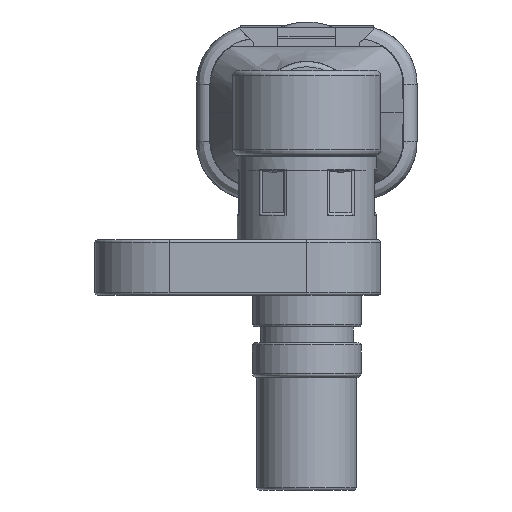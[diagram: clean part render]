
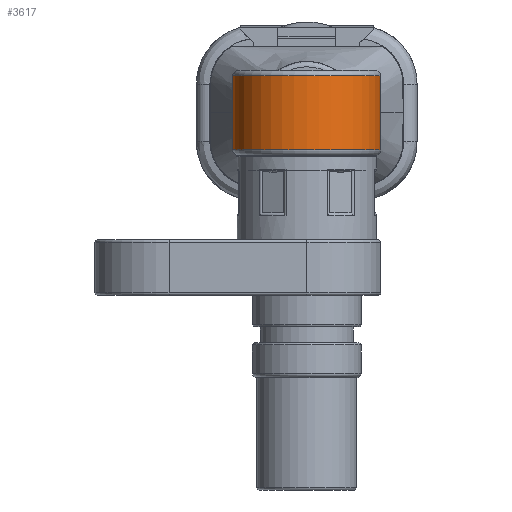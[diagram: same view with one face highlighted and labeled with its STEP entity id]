
A CAD part, front view. The second image highlights one B-rep face of the part: STEP entity #3617.
In plain terms, the highlighted cylindrical face has radius 7 mm (diameter 14 mm), a partial arc.
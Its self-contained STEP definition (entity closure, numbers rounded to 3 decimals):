
#2525=LINE('',#13597,#2978);
#2526=LINE('',#13599,#2979);
#2978=VECTOR('',#8459,1.);
#2979=VECTOR('',#8462,1.);
#3051=CYLINDRICAL_SURFACE('',#7468,7.);
#3330=FACE_OUTER_BOUND('',#4194,.T.);
#3617=ADVANCED_FACE('',(#3330),#3051,.T.);
#4194=EDGE_LOOP('',(#5505,#5506,#5507,#5508));
#5505=ORIENTED_EDGE('',*,*,#6949,.F.);
#5506=ORIENTED_EDGE('',*,*,#6936,.T.);
#5507=ORIENTED_EDGE('',*,*,#6932,.T.);
#5508=ORIENTED_EDGE('',*,*,#6935,.T.);
#6225=VERTEX_POINT('',#13536);
#6226=VERTEX_POINT('',#13540);
#6234=VERTEX_POINT('',#13596);
#6235=VERTEX_POINT('',#13600);
#6932=EDGE_CURVE('',#6226,#6225,#7157,.T.);
#6935=EDGE_CURVE('',#6225,#6234,#2525,.T.);
#6936=EDGE_CURVE('',#6235,#6226,#2526,.T.);
#6949=EDGE_CURVE('',#6235,#6234,#7166,.T.);
#7157=CIRCLE('',#7450,7.);
#7166=CIRCLE('',#7467,7.);
#7450=AXIS2_PLACEMENT_3D('',#13591,#8452,#8453);
#7467=AXIS2_PLACEMENT_3D('',#13622,#8494,#8495);
#7468=AXIS2_PLACEMENT_3D('',#13623,#8496,#8497);
#8452=DIRECTION('',(0.,0.,-1.));
#8453=DIRECTION('',(0.766,0.643,0.));
#8459=DIRECTION('',(0.,0.,-1.));
#8462=DIRECTION('',(0.,0.,1.));
#8494=DIRECTION('',(0.,0.,-1.));
#8495=DIRECTION('',(0.,1.,0.));
#8496=DIRECTION('',(0.,0.,1.));
#8497=DIRECTION('',(0.766,0.643,0.));
#13536=CARTESIAN_POINT('',(-6.983,-0.481,39.1));
#13540=CARTESIAN_POINT('',(6.983,-0.481,39.1));
#13591=CARTESIAN_POINT('',(0.,0.,39.1));
#13596=CARTESIAN_POINT('',(-6.983,-0.481,32.1));
#13597=CARTESIAN_POINT('',(-6.983,-0.481,31.6));
#13599=CARTESIAN_POINT('',(6.983,-0.481,31.6));
#13600=CARTESIAN_POINT('',(6.983,-0.481,32.1));
#13622=CARTESIAN_POINT('',(0.,0.,32.1));
#13623=CARTESIAN_POINT('',(0.,0.,31.6));
